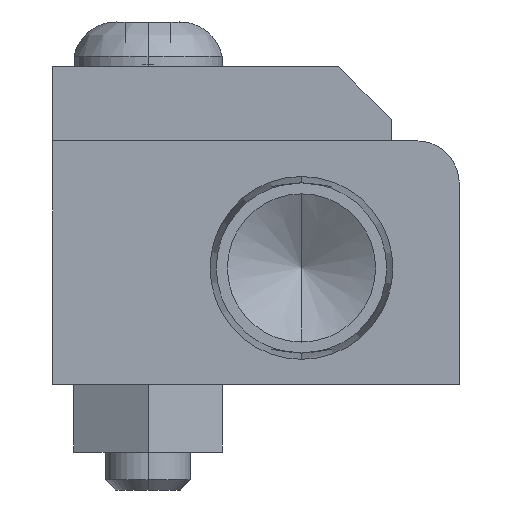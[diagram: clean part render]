
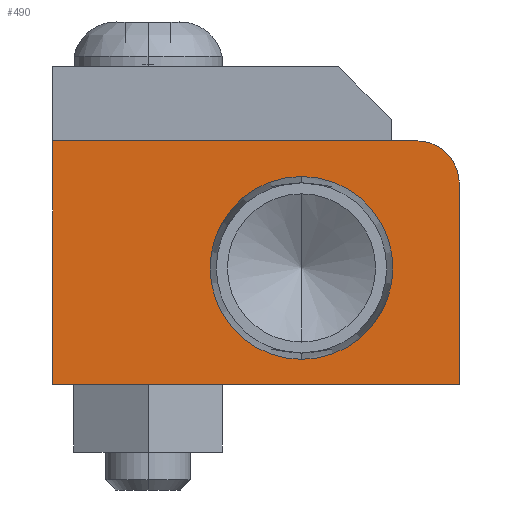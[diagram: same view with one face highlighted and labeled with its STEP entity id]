
A CAD part, left-side view. The second image highlights one B-rep face of the part: STEP entity #490.
In plain terms, the highlighted planar face has unit normal (-1, 0, 0).
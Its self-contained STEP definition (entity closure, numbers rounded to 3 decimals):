
#490=ADVANCED_FACE('',(#1309,#1310),#1311,.F.);
#1309=FACE_OUTER_BOUND('',#2860,.T.);
#1310=FACE_BOUND('',#2861,.T.);
#1311=PLANE('',#2862);
#2860=EDGE_LOOP('',(#6798,#6799,#6800,#6801,#6802,#6803));
#2861=EDGE_LOOP('',(#6804,#6805));
#2862=AXIS2_PLACEMENT_3D('',#6806,#6807,#6808);
#6798=ORIENTED_EDGE('',*,*,#11047,.F.);
#6799=ORIENTED_EDGE('',*,*,#10899,.F.);
#6800=ORIENTED_EDGE('',*,*,#11040,.F.);
#6801=ORIENTED_EDGE('',*,*,#11042,.F.);
#6802=ORIENTED_EDGE('',*,*,#11044,.F.);
#6803=ORIENTED_EDGE('',*,*,#11046,.F.);
#6804=ORIENTED_EDGE('',*,*,#10990,.T.);
#6805=ORIENTED_EDGE('',*,*,#10986,.T.);
#6806=CARTESIAN_POINT('',(-997.598,260.989,-0.928));
#6807=DIRECTION('',(1.0,0.0,0.0));
#6808=DIRECTION('',(0.0,1.0,0.0));
#10899=EDGE_CURVE('',#12514,#12517,#12518,.T.);
#10986=EDGE_CURVE('',#12689,#12686,#12690,.T.);
#10990=EDGE_CURVE('',#12686,#12689,#12695,.T.);
#11040=EDGE_CURVE('',#12748,#12514,#12750,.T.);
#11042=EDGE_CURVE('',#12751,#12748,#12753,.T.);
#11044=EDGE_CURVE('',#12754,#12751,#12756,.T.);
#11046=EDGE_CURVE('',#12757,#12754,#12759,.T.);
#11047=EDGE_CURVE('',#12517,#12757,#12760,.T.);
#12514=VERTEX_POINT('',#15101);
#12517=VERTEX_POINT('',#15105);
#12518=CIRCLE('',#15106,3.175);
#12686=VERTEX_POINT('',#15317);
#12689=VERTEX_POINT('',#15321);
#12690=CIRCLE('',#15322,6.858);
#12695=CIRCLE('',#15328,6.858);
#12748=VERTEX_POINT('',#15385);
#12750=CIRCLE('',#15388,3.175);
#12751=VERTEX_POINT('',#15389);
#12753=LINE('',#15392,#15393);
#12754=VERTEX_POINT('',#15394);
#12756=LINE('',#15397,#15398);
#12757=VERTEX_POINT('',#15399);
#12759=LINE('',#15402,#15403);
#12760=LINE('',#15404,#15405);
#15101=CARTESIAN_POINT('',(-997.598,246.453,7.413));
#15105=CARTESIAN_POINT('',(-997.598,245.523,5.168));
#15106=AXIS2_PLACEMENT_3D('',#19006,#19007,#19008);
#15317=CARTESIAN_POINT('',(-997.598,257.35,5.669));
#15321=CARTESIAN_POINT('',(-997.598,257.35,-8.047));
#15322=AXIS2_PLACEMENT_3D('',#19179,#19180,#19181);
#15328=AXIS2_PLACEMENT_3D('',#19189,#19190,#19191);
#15385=CARTESIAN_POINT('',(-997.598,248.698,8.343));
#15388=AXIS2_PLACEMENT_3D('',#19329,#19330,#19331);
#15389=CARTESIAN_POINT('',(-997.598,276.003,8.343));
#15392=CARTESIAN_POINT('',(-997.598,276.003,8.343));
#15393=VECTOR('',#19333,27.305);
#15394=CARTESIAN_POINT('',(-997.598,276.003,-9.92));
#15397=CARTESIAN_POINT('',(-997.598,276.003,-9.92));
#15398=VECTOR('',#19335,18.263);
#15399=CARTESIAN_POINT('',(-997.598,245.523,-9.92));
#15402=CARTESIAN_POINT('',(-997.598,245.523,-9.92));
#15403=VECTOR('',#19337,30.48);
#15404=CARTESIAN_POINT('',(-997.598,245.523,5.168));
#15405=VECTOR('',#19338,15.088);
#19006=CARTESIAN_POINT('',(-997.598,248.698,5.168));
#19007=DIRECTION('',(1.0,0.,0.));
#19008=DIRECTION('',(0.,-0.707,0.707));
#19179=CARTESIAN_POINT('',(-997.598,257.35,-1.189));
#19180=DIRECTION('',(1.0,0.0,-0.0));
#19181=DIRECTION('',(0.0,0.0,1.0));
#19189=CARTESIAN_POINT('',(-997.598,257.35,-1.189));
#19190=DIRECTION('',(1.0,0.0,-0.0));
#19191=DIRECTION('',(0.0,0.0,1.0));
#19329=CARTESIAN_POINT('',(-997.598,248.698,5.168));
#19330=DIRECTION('',(1.0,0.,0.));
#19331=DIRECTION('',(0.,-0.707,0.707));
#19333=DIRECTION('',(0.0,-1.0,0.0));
#19335=DIRECTION('',(0.0,0.0,1.0));
#19337=DIRECTION('',(0.0,1.0,0.0));
#19338=DIRECTION('',(0.0,0.0,-1.0));
